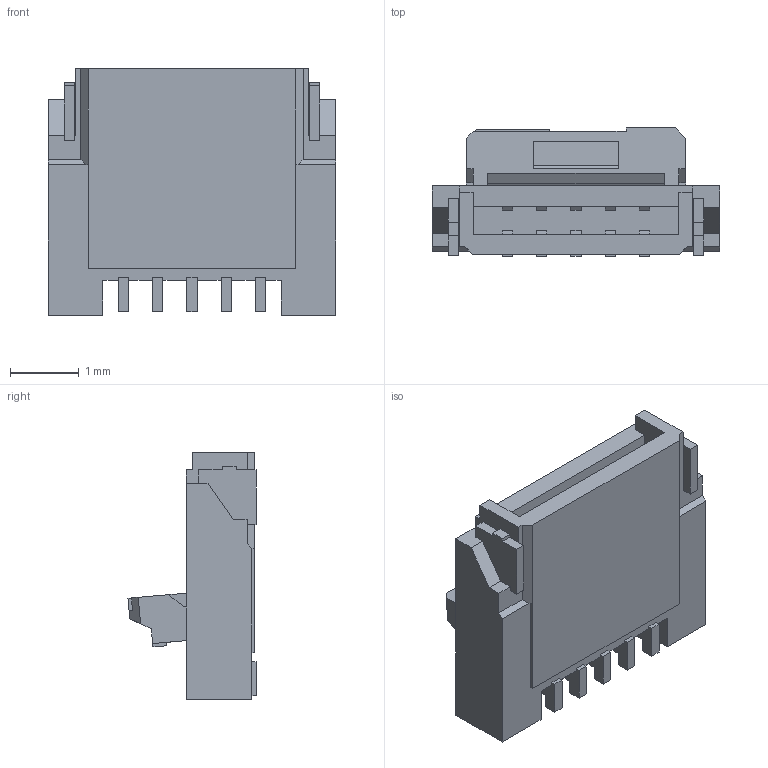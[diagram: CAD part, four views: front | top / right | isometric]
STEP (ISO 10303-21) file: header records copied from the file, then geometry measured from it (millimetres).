
FILE_DESCRIPTION(('STEP AP242'),'1');
FILE_NAME('5034800540.stp','2024-11-28T22:53:27',('TraceParts'),('TraceParts S.A.'),'Spatial InterOp 3D',' ',' ');
FILE_SCHEMA(('AP242_MANAGED_MODEL_BASED_3D_ENGINEERING_MIM_LF {1 0 10303 442 1 1 4}'));
Length unit declared in the file: millimetre
Products named in the file (1): 5034800540_1
Bounding box: 4.2 x 1.87 x 3.6 mm (x, y, z)
Volume: 10 mm3; surface area: 77.8 mm2
Topology: 1 solids, 1 shells, 309 faces, 897 edges, 634 vertices
Faces by surface type: plane 281, cylinder 28
Entity records: 10053 total; most frequent: CARTESIAN_POINT 1786, ORIENTED_EDGE 1738, DIRECTION 1579, EDGE_CURVE 869, LINE 837, VECTOR 837, VERTEX_POINT 578, AXIS2_PLACEMENT_3D 371
